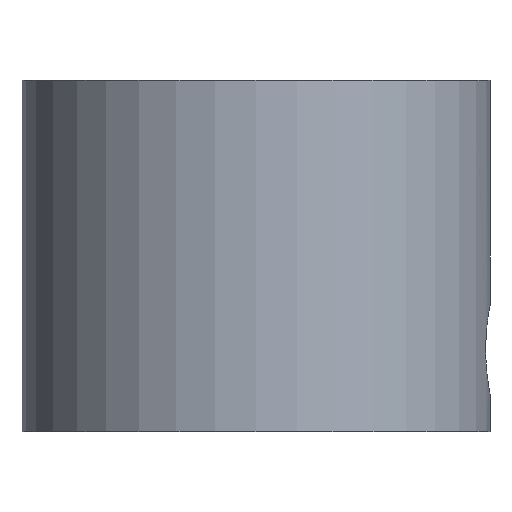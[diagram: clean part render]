
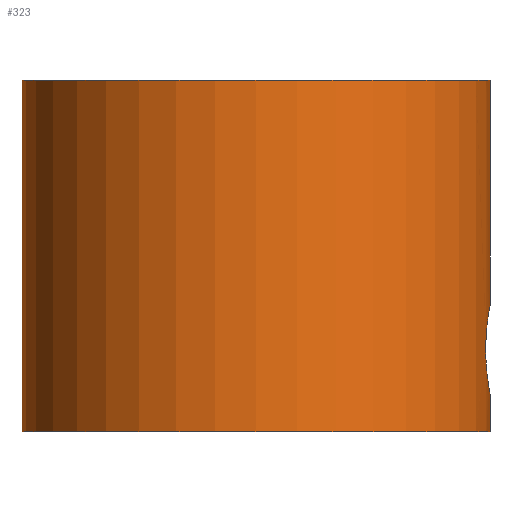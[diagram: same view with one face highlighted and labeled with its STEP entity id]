
A CAD part, left-side view. The second image highlights one B-rep face of the part: STEP entity #323.
In plain terms, the highlighted cylindrical face has radius 10 mm (diameter 20 mm), a full revolution.
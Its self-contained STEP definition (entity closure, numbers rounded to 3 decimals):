
#16=B_SPLINE_CURVE_WITH_KNOTS('',3,(#507,#508,#509,#510,#511,#512,#513,
#514,#515,#516),.UNSPECIFIED.,.F.,.F.,(4,2,2,2,4),(0.861,0.933,
1.005,1.076,1.148),.UNSPECIFIED.);
#17=B_SPLINE_CURVE_WITH_KNOTS('',3,(#518,#519,#520,#521,#522,#523,#524,
#525,#526,#527,#528,#529,#530,#531,#532,#533,#534,#535),.UNSPECIFIED.,.F.,
 .F.,(4,2,2,2,2,2,2,2,4),(0.287,0.359,0.431,
0.502,0.574,0.646,0.718,
0.789,0.861),.UNSPECIFIED.);
#18=B_SPLINE_CURVE_WITH_KNOTS('',3,(#536,#537,#538,#539,#540,#541,#542,
#543,#544,#545),.UNSPECIFIED.,.F.,.F.,(4,2,2,2,4),(0.,0.072,
0.144,0.215,0.287),.UNSPECIFIED.);
#25=CYLINDRICAL_SURFACE('',#363,10.);
#41=CIRCLE('',#359,10.);
#42=CIRCLE('',#360,10.);
#44=CIRCLE('',#362,10.);
#45=CIRCLE('',#364,10.);
#46=CIRCLE('',#365,10.);
#64=FACE_OUTER_BOUND('',#81,.T.);
#81=EDGE_LOOP('',(#261,#262,#263,#264,#265,#266,#267,#268,#269,#270,#271,
#272));
#106=LINE('',#614,#126);
#107=LINE('',#615,#127);
#126=VECTOR('',#442,10.);
#127=VECTOR('',#443,10.);
#141=VERTEX_POINT('',#504);
#142=VERTEX_POINT('',#506);
#143=VERTEX_POINT('',#517);
#152=VERTEX_POINT('',#602);
#153=VERTEX_POINT('',#603);
#154=VERTEX_POINT('',#605);
#155=VERTEX_POINT('',#610);
#156=VERTEX_POINT('',#611);
#180=EDGE_CURVE('',#142,#141,#16,.T.);
#181=EDGE_CURVE('',#143,#142,#17,.T.);
#182=EDGE_CURVE('',#141,#143,#18,.T.);
#193=EDGE_CURVE('',#152,#153,#41,.T.);
#194=EDGE_CURVE('',#154,#152,#42,.T.);
#196=EDGE_CURVE('',#153,#154,#44,.T.);
#197=EDGE_CURVE('',#155,#156,#45,.T.);
#198=EDGE_CURVE('',#156,#155,#46,.T.);
#199=EDGE_CURVE('',#156,#142,#106,.T.);
#200=EDGE_CURVE('',#143,#153,#107,.T.);
#261=ORIENTED_EDGE('',*,*,#197,.F.);
#262=ORIENTED_EDGE('',*,*,#198,.F.);
#263=ORIENTED_EDGE('',*,*,#199,.T.);
#264=ORIENTED_EDGE('',*,*,#180,.T.);
#265=ORIENTED_EDGE('',*,*,#182,.T.);
#266=ORIENTED_EDGE('',*,*,#200,.T.);
#267=ORIENTED_EDGE('',*,*,#196,.T.);
#268=ORIENTED_EDGE('',*,*,#194,.T.);
#269=ORIENTED_EDGE('',*,*,#193,.T.);
#270=ORIENTED_EDGE('',*,*,#200,.F.);
#271=ORIENTED_EDGE('',*,*,#181,.T.);
#272=ORIENTED_EDGE('',*,*,#199,.F.);
#323=ADVANCED_FACE('',(#64),#25,.T.);
#359=AXIS2_PLACEMENT_3D('',#604,#428,#429);
#360=AXIS2_PLACEMENT_3D('',#606,#430,#431);
#362=AXIS2_PLACEMENT_3D('',#608,#434,#435);
#363=AXIS2_PLACEMENT_3D('',#609,#436,#437);
#364=AXIS2_PLACEMENT_3D('',#612,#438,#439);
#365=AXIS2_PLACEMENT_3D('',#613,#440,#441);
#428=DIRECTION('center_axis',(0.,0.,-1.));
#429=DIRECTION('ref_axis',(1.,0.,0.));
#430=DIRECTION('center_axis',(0.,0.,-1.));
#431=DIRECTION('ref_axis',(1.,0.,0.));
#434=DIRECTION('center_axis',(0.,0.,-1.));
#435=DIRECTION('ref_axis',(1.,0.,0.));
#436=DIRECTION('center_axis',(0.,0.,-1.));
#437=DIRECTION('ref_axis',(0.,1.,0.));
#438=DIRECTION('center_axis',(0.,0.,-1.));
#439=DIRECTION('ref_axis',(1.,0.,0.));
#440=DIRECTION('center_axis',(0.,0.,-1.));
#441=DIRECTION('ref_axis',(1.,0.,0.));
#442=DIRECTION('',(0.,0.,1.));
#443=DIRECTION('',(0.,0.,1.));
#504=CARTESIAN_POINT('',(-1.9,-9.818,3.5));
#506=CARTESIAN_POINT('',(0.,-10.,1.6));
#507=CARTESIAN_POINT('Ctrl Pts',(0.,-10.,
1.6));
#508=CARTESIAN_POINT('Ctrl Pts',(-0.239,-10.,1.6));
#509=CARTESIAN_POINT('Ctrl Pts',(-0.494,-9.991,1.648));
#510=CARTESIAN_POINT('Ctrl Pts',(-0.962,-9.956,1.842));
#511=CARTESIAN_POINT('Ctrl Pts',(-1.175,-9.932,1.988));
#512=CARTESIAN_POINT('Ctrl Pts',(-1.512,-9.887,2.325));
#513=CARTESIAN_POINT('Ctrl Pts',(-1.658,-9.862,2.538));
#514=CARTESIAN_POINT('Ctrl Pts',(-1.852,-9.827,3.006));
#515=CARTESIAN_POINT('Ctrl Pts',(-1.9,-9.818,3.261));
#516=CARTESIAN_POINT('Ctrl Pts',(-1.9,-9.818,3.5));
#517=CARTESIAN_POINT('',(0.,-10.,5.4));
#518=CARTESIAN_POINT('Ctrl Pts',(0.,-10.,
5.4));
#519=CARTESIAN_POINT('Ctrl Pts',(0.239,-10.,5.4));
#520=CARTESIAN_POINT('Ctrl Pts',(0.494,-9.991,5.352));
#521=CARTESIAN_POINT('Ctrl Pts',(0.962,-9.956,5.158));
#522=CARTESIAN_POINT('Ctrl Pts',(1.175,-9.932,5.012));
#523=CARTESIAN_POINT('Ctrl Pts',(1.512,-9.887,4.675));
#524=CARTESIAN_POINT('Ctrl Pts',(1.658,-9.862,4.462));
#525=CARTESIAN_POINT('Ctrl Pts',(1.852,-9.827,3.994));
#526=CARTESIAN_POINT('Ctrl Pts',(1.9,-9.818,3.739));
#527=CARTESIAN_POINT('Ctrl Pts',(1.9,-9.818,3.261));
#528=CARTESIAN_POINT('Ctrl Pts',(1.852,-9.827,3.006));
#529=CARTESIAN_POINT('Ctrl Pts',(1.658,-9.862,2.538));
#530=CARTESIAN_POINT('Ctrl Pts',(1.512,-9.887,2.325));
#531=CARTESIAN_POINT('Ctrl Pts',(1.175,-9.932,1.988));
#532=CARTESIAN_POINT('Ctrl Pts',(0.962,-9.956,1.842));
#533=CARTESIAN_POINT('Ctrl Pts',(0.494,-9.991,1.648));
#534=CARTESIAN_POINT('Ctrl Pts',(0.239,-10.,1.6));
#535=CARTESIAN_POINT('Ctrl Pts',(0.,-10.,
1.6));
#536=CARTESIAN_POINT('Ctrl Pts',(-1.9,-9.818,3.5));
#537=CARTESIAN_POINT('Ctrl Pts',(-1.9,-9.818,3.739));
#538=CARTESIAN_POINT('Ctrl Pts',(-1.852,-9.827,3.994));
#539=CARTESIAN_POINT('Ctrl Pts',(-1.658,-9.862,4.462));
#540=CARTESIAN_POINT('Ctrl Pts',(-1.512,-9.887,4.675));
#541=CARTESIAN_POINT('Ctrl Pts',(-1.175,-9.932,5.012));
#542=CARTESIAN_POINT('Ctrl Pts',(-0.962,-9.956,5.158));
#543=CARTESIAN_POINT('Ctrl Pts',(-0.494,-9.991,5.352));
#544=CARTESIAN_POINT('Ctrl Pts',(-0.239,-10.,5.4));
#545=CARTESIAN_POINT('Ctrl Pts',(0.,-10.,
5.4));
#602=CARTESIAN_POINT('',(0.,10.,15.));
#603=CARTESIAN_POINT('',(0.,-10.,15.));
#604=CARTESIAN_POINT('Origin',(0.,0.,15.));
#605=CARTESIAN_POINT('',(-10.,0.,15.));
#606=CARTESIAN_POINT('Origin',(0.,0.,15.));
#608=CARTESIAN_POINT('Origin',(0.,0.,15.));
#609=CARTESIAN_POINT('Origin',(0.,0.,7.5));
#610=CARTESIAN_POINT('',(0.,10.,0.));
#611=CARTESIAN_POINT('',(0.,-10.,0.));
#612=CARTESIAN_POINT('Origin',(0.,0.,0.));
#613=CARTESIAN_POINT('Origin',(0.,0.,0.));
#614=CARTESIAN_POINT('',(0.,-10.,7.5));
#615=CARTESIAN_POINT('',(0.,-10.,7.5));
